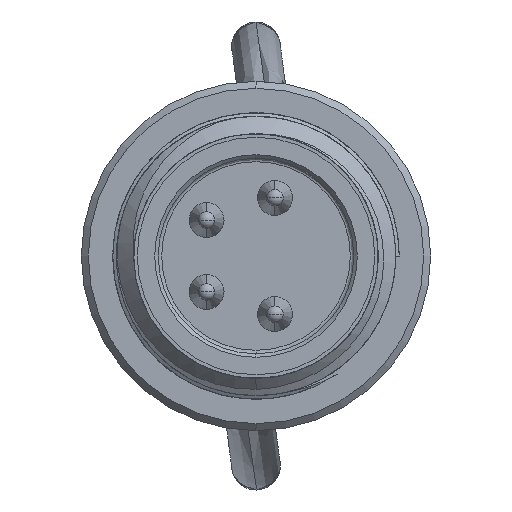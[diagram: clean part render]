
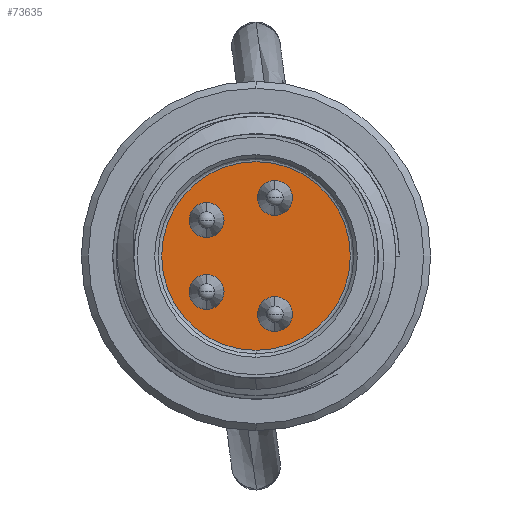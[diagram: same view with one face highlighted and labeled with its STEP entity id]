
A CAD part, left-side view. The second image highlights one B-rep face of the part: STEP entity #73635.
In plain terms, the highlighted planar face has unit normal (-1, 0, 0).
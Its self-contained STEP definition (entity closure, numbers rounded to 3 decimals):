
#52 = AXIS2_PLACEMENT_3D ( 'NONE', #66995, #37224, #31462 ) ;
#103 = EDGE_LOOP ( 'NONE', ( #7638, #23267 ) ) ;
#627 = CARTESIAN_POINT ( 'NONE',  ( 0., 1.416, -0.529 ) ) ;
#1557 = ORIENTED_EDGE ( 'NONE', *, *, #29886, .T. ) ;
#5653 = CIRCLE ( 'NONE', #64342, 0.5 ) ;
#6136 = CIRCLE ( 'NONE', #45293, 0.5 ) ;
#7139 = CARTESIAN_POINT ( 'NONE',  ( 0., 1.416, 1.029 ) ) ;
#7633 = AXIS2_PLACEMENT_3D ( 'NONE', #48029, #72071, #24762 ) ;
#7638 = ORIENTED_EDGE ( 'NONE', *, *, #54157, .T. ) ;
#8121 = EDGE_CURVE ( 'NONE', #11505, #21378, #5653, .T. ) ;
#8546 = VERTEX_POINT ( 'NONE', #627 ) ;
#8659 = FACE_BOUND ( 'NONE', #66685, .T. ) ;
#9132 = CARTESIAN_POINT ( 'NONE',  ( 0., -0.541, -1.664 ) ) ;
#9604 = AXIS2_PLACEMENT_3D ( 'NONE', #46605, #17559, #64205 ) ;
#11436 = VERTEX_POINT ( 'NONE', #44891 ) ;
#11505 = VERTEX_POINT ( 'NONE', #56314 ) ;
#11510 = ORIENTED_EDGE ( 'NONE', *, *, #14815, .T. ) ;
#14815 = EDGE_CURVE ( 'NONE', #61710, #11436, #33451, .T. ) ;
#14972 = AXIS2_PLACEMENT_3D ( 'NONE', #40000, #29668, #33906 ) ;
#15533 = DIRECTION ( 'NONE',  ( 0., 0., -1. ) ) ;
#15819 = DIRECTION ( 'NONE',  ( 0., 0., -1. ) ) ;
#16933 = AXIS2_PLACEMENT_3D ( 'NONE', #7139, #53916, #53146 ) ;
#17559 = DIRECTION ( 'NONE',  ( 1., 0., 0. ) ) ;
#19925 = DIRECTION ( 'NONE',  ( 1., 0., 0. ) ) ;
#20961 = PLANE ( 'NONE',  #33681 ) ;
#21378 = VERTEX_POINT ( 'NONE', #60234 ) ;
#23267 = ORIENTED_EDGE ( 'NONE', *, *, #65580, .T. ) ;
#24762 = DIRECTION ( 'NONE',  ( 0., 0., -1. ) ) ;
#25941 = FACE_BOUND ( 'NONE', #49161, .T. ) ;
#26643 = ORIENTED_EDGE ( 'NONE', *, *, #8121, .T. ) ;
#27111 = EDGE_CURVE ( 'NONE', #34422, #61260, #61139, .T. ) ;
#28867 = EDGE_CURVE ( 'NONE', #8546, #66525, #36572, .T. ) ;
#29287 = CARTESIAN_POINT ( 'NONE',  ( 0., -0.541, 1.164 ) ) ;
#29668 = DIRECTION ( 'NONE',  ( -1., 0., 0. ) ) ;
#29886 = EDGE_CURVE ( 'NONE', #61260, #34422, #6136, .T. ) ;
#31462 = DIRECTION ( 'NONE',  ( 0., 0., -1. ) ) ;
#31559 = CIRCLE ( 'NONE', #16933, 0.5 ) ;
#31747 = EDGE_CURVE ( 'NONE', #11436, #61710, #63878, .T. ) ;
#32619 = DIRECTION ( 'NONE',  ( 0., 0., -1. ) ) ;
#33451 = CIRCLE ( 'NONE', #7633, 2.7 ) ;
#33543 = FACE_BOUND ( 'NONE', #103, .T. ) ;
#33681 = AXIS2_PLACEMENT_3D ( 'NONE', #67168, #38162, #15533 ) ;
#33719 = EDGE_CURVE ( 'NONE', #21378, #11505, #34550, .T. ) ;
#33842 = DIRECTION ( 'NONE',  ( 1., 0., 0. ) ) ;
#33906 = DIRECTION ( 'NONE',  ( 0., 0., -1. ) ) ;
#34422 = VERTEX_POINT ( 'NONE', #34887 ) ;
#34550 = CIRCLE ( 'NONE', #61475, 0.5 ) ;
#34887 = CARTESIAN_POINT ( 'NONE',  ( 0., -0.541, 2.164 ) ) ;
#35243 = ORIENTED_EDGE ( 'NONE', *, *, #27111, .T. ) ;
#36572 = CIRCLE ( 'NONE', #69495, 0.5 ) ;
#36796 = ORIENTED_EDGE ( 'NONE', *, *, #28867, .T. ) ;
#37224 = DIRECTION ( 'NONE',  ( 1., 0., 0. ) ) ;
#37483 = DIRECTION ( 'NONE',  ( 0., 0., -1. ) ) ;
#38162 = DIRECTION ( 'NONE',  ( 1., 0., 0. ) ) ;
#39719 = CARTESIAN_POINT ( 'NONE',  ( 0., -0.541, 1.664 ) ) ;
#40000 = CARTESIAN_POINT ( 'NONE',  ( 0., 0., 0. ) ) ;
#40974 = EDGE_LOOP ( 'NONE', ( #72992, #11510 ) ) ;
#41083 = CARTESIAN_POINT ( 'NONE',  ( 0., 1.416, 1.529 ) ) ;
#43247 = DIRECTION ( 'NONE',  ( 0., 0., -1. ) ) ;
#44081 = EDGE_LOOP ( 'NONE', ( #75133, #26643 ) ) ;
#44891 = CARTESIAN_POINT ( 'NONE',  ( 0., 0., -2.7 ) ) ;
#45293 = AXIS2_PLACEMENT_3D ( 'NONE', #53639, #65069, #43247 ) ;
#46605 = CARTESIAN_POINT ( 'NONE',  ( 0., 1.416, -1.029 ) ) ;
#48029 = CARTESIAN_POINT ( 'NONE',  ( 0., 0., 0. ) ) ;
#48300 = CARTESIAN_POINT ( 'NONE',  ( 0., 0., 2.7 ) ) ;
#49161 = EDGE_LOOP ( 'NONE', ( #35243, #1557 ) ) ;
#49609 = FACE_OUTER_BOUND ( 'NONE', #40974, .T. ) ;
#50180 = VERTEX_POINT ( 'NONE', #55912 ) ;
#50585 = CARTESIAN_POINT ( 'NONE',  ( 0., -0.541, -1.664 ) ) ;
#52344 = DIRECTION ( 'NONE',  ( 1., 0., 0. ) ) ;
#52736 = DIRECTION ( 'NONE',  ( 0., 0., -1. ) ) ;
#53146 = DIRECTION ( 'NONE',  ( 0., 0., -1. ) ) ;
#53639 = CARTESIAN_POINT ( 'NONE',  ( 0., -0.541, 1.664 ) ) ;
#53916 = DIRECTION ( 'NONE',  ( 1., 0., 0. ) ) ;
#54157 = EDGE_CURVE ( 'NONE', #58673, #50180, #31559, .T. ) ;
#54313 = EDGE_CURVE ( 'NONE', #66525, #8546, #75582, .T. ) ;
#55912 = CARTESIAN_POINT ( 'NONE',  ( 0., 1.416, 0.529 ) ) ;
#56058 = CARTESIAN_POINT ( 'NONE',  ( 0., 1.416, -1.029 ) ) ;
#56314 = CARTESIAN_POINT ( 'NONE',  ( 0., -0.541, -2.164 ) ) ;
#57565 = CIRCLE ( 'NONE', #52, 0.5 ) ;
#58673 = VERTEX_POINT ( 'NONE', #41083 ) ;
#60234 = CARTESIAN_POINT ( 'NONE',  ( 0., -0.541, -1.164 ) ) ;
#61139 = CIRCLE ( 'NONE', #74530, 0.5 ) ;
#61141 = FACE_BOUND ( 'NONE', #44081, .T. ) ;
#61260 = VERTEX_POINT ( 'NONE', #29287 ) ;
#61475 = AXIS2_PLACEMENT_3D ( 'NONE', #9132, #19925, #37483 ) ;
#61710 = VERTEX_POINT ( 'NONE', #48300 ) ;
#62925 = CARTESIAN_POINT ( 'NONE',  ( 0., 1.416, -1.529 ) ) ;
#63878 = CIRCLE ( 'NONE', #14972, 2.7 ) ;
#64205 = DIRECTION ( 'NONE',  ( 0., 0., -1. ) ) ;
#64342 = AXIS2_PLACEMENT_3D ( 'NONE', #50585, #73497, #32619 ) ;
#65069 = DIRECTION ( 'NONE',  ( 1., 0., 0. ) ) ;
#65580 = EDGE_CURVE ( 'NONE', #50180, #58673, #57565, .T. ) ;
#66525 = VERTEX_POINT ( 'NONE', #62925 ) ;
#66685 = EDGE_LOOP ( 'NONE', ( #36796, #72766 ) ) ;
#66995 = CARTESIAN_POINT ( 'NONE',  ( 0., 1.416, 1.029 ) ) ;
#67168 = CARTESIAN_POINT ( 'NONE',  ( 0., 2.8, 0. ) ) ;
#69495 = AXIS2_PLACEMENT_3D ( 'NONE', #56058, #33842, #15819 ) ;
#72071 = DIRECTION ( 'NONE',  ( -1., 0., 0. ) ) ;
#72766 = ORIENTED_EDGE ( 'NONE', *, *, #54313, .T. ) ;
#72992 = ORIENTED_EDGE ( 'NONE', *, *, #31747, .T. ) ;
#73497 = DIRECTION ( 'NONE',  ( 1., 0., 0. ) ) ;
#73635 = ADVANCED_FACE ( 'NONE', ( #49609, #8659, #61141, #25941, #33543 ), #20961, .F. ) ;
#74530 = AXIS2_PLACEMENT_3D ( 'NONE', #39719, #52344, #52736 ) ;
#75133 = ORIENTED_EDGE ( 'NONE', *, *, #33719, .T. ) ;
#75582 = CIRCLE ( 'NONE', #9604, 0.5 ) ;
